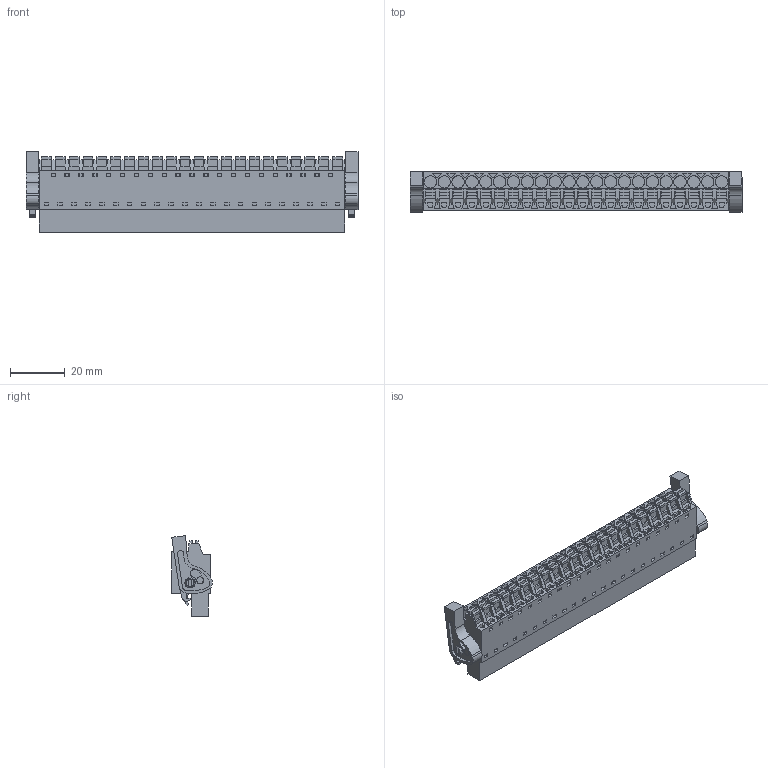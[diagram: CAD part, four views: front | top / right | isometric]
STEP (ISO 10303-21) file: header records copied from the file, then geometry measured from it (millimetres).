
FILE_DESCRIPTION(('CATIA V5 STEP Exchange','CAx-IF Rec.Pracs.--- Model Styling and Organization---1.2---2011-12-15'),'2;1');
FILE_NAME ('D1446616_0_1014340000_1014340000.stp','2017-04-28T13:01:06+00:00',('none'),('Weidmueller'),'CATIA Version 5-6 Release 2014','CATIA V5 STEP AP214','none');
FILE_SCHEMA(('AUTOMOTIVE_DESIGN { 1 0 10303 214 1 1 1 1 }'));
Length unit declared in the file: millimetre
Products named in the file (1): 1014340000
Bounding box: 121.58 x 14.96 x 29.52 mm (x, y, z)
Volume: 27645.5 mm3; surface area: 19078.6 mm2
Topology: 25 solids, 25 shells, 1662 faces, 4781 edges, 3333 vertices
Faces by surface type: plane 1434, cylinder 219, cone 8, extrusion 1
Entity records: 53555 total; most frequent: CARTESIAN_POINT 10353, ORIENTED_EDGE 9562, DIRECTION 6734, EDGE_CURVE 4781, VECTOR 4306, LINE 4305, VERTEX_POINT 3333, EDGE_LOOP 1918
